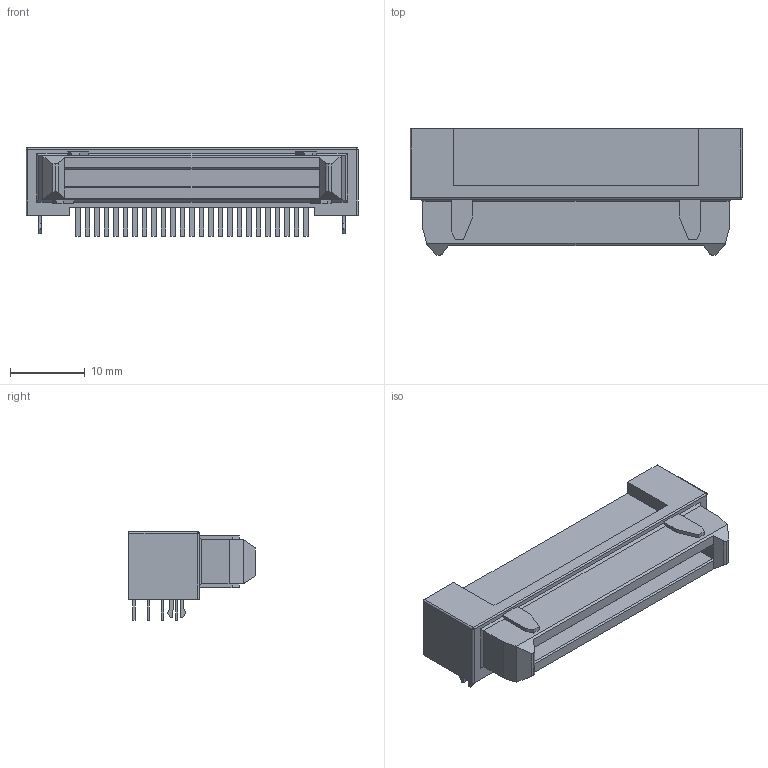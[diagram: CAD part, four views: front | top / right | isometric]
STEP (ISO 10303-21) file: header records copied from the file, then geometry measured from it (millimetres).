
FILE_DESCRIPTION (( 'STEP AP203' ), '1' );
FILE_NAME ('K3D-TX24-50R-LT-H1E-R2 JAE Connector Division Proprietary.STEP', '2009-01-13T06:55:31', ( '' ), ( '' ), 'SwSTEP 2.0', 'SolidWorks 2008', '' );
FILE_SCHEMA (( 'CONFIG_CONTROL_DESIGN' ));
Length unit declared in the file: millimetre
Products named in the file (1): K3D-TX24-50R-LT-H1E-R2 JAE Connector Division Proprietary
Bounding box: 44.4 x 16.9 x 11.8 mm (x, y, z)
Volume: 3557.6 mm3; surface area: 3340.2 mm2
Topology: 1 solids, 1 shells, 378 faces, 951 edges, 628 vertices
Faces by surface type: plane 369, cylinder 7, sphere 2
Entity records: 11128 total; most frequent: CARTESIAN_POINT 1968, ORIENTED_EDGE 1898, DIRECTION 1713, EDGE_CURVE 949, VECTOR 935, LINE 935, VERTEX_POINT 628, EDGE_LOOP 433
